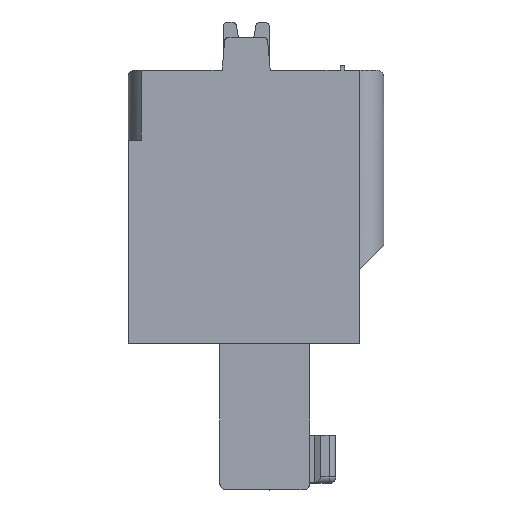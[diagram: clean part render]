
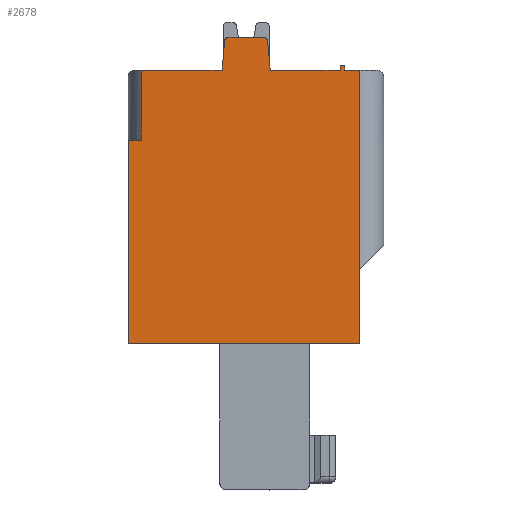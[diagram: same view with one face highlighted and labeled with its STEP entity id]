
A CAD part, left-side view. The second image highlights one B-rep face of the part: STEP entity #2678.
In plain terms, the highlighted planar face has unit normal (-1, 0, 0).
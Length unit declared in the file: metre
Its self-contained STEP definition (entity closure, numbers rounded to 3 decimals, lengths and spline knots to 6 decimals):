
#2678=ADVANCED_FACE('',(#5816),#5817,.F.);
#5816=FACE_OUTER_BOUND('',#9318,.T.);
#5817=PLANE('',#9319);
#9318=EDGE_LOOP('',(#17617,#17618,#17619,#17620,#17621,#17622,#17623,#17624,#17625,#17626,#17627,#17628,#17629,#17630,#17631,#17632));
#9319=AXIS2_PLACEMENT_3D('',#17633,#17634,#17635);
#17617=ORIENTED_EDGE('',*,*,#23064,.F.);
#17618=ORIENTED_EDGE('',*,*,#24102,.F.);
#17619=ORIENTED_EDGE('',*,*,#24103,.F.);
#17620=ORIENTED_EDGE('',*,*,#22141,.F.);
#17621=ORIENTED_EDGE('',*,*,#23990,.F.);
#17622=ORIENTED_EDGE('',*,*,#23464,.F.);
#17623=ORIENTED_EDGE('',*,*,#24104,.F.);
#17624=ORIENTED_EDGE('',*,*,#21998,.T.);
#17625=ORIENTED_EDGE('',*,*,#23734,.F.);
#17626=ORIENTED_EDGE('',*,*,#23322,.T.);
#17627=ORIENTED_EDGE('',*,*,#20835,.F.);
#17628=ORIENTED_EDGE('',*,*,#23462,.F.);
#17629=ORIENTED_EDGE('',*,*,#22279,.F.);
#17630=ORIENTED_EDGE('',*,*,#22362,.F.);
#17631=ORIENTED_EDGE('',*,*,#23718,.F.);
#17632=ORIENTED_EDGE('',*,*,#21084,.F.);
#17633=CARTESIAN_POINT('',(0.31567,0.034769,-0.078355));
#17634=DIRECTION('',(1.0,0.0,0.0));
#17635=DIRECTION('',(0.0,1.0,0.0));
#20835=EDGE_CURVE('',#24951,#24952,#24953,.T.);
#21084=EDGE_CURVE('',#25407,#25402,#25409,.T.);
#21998=EDGE_CURVE('',#26961,#26962,#26963,.T.);
#22141=EDGE_CURVE('',#27193,#27188,#27195,.T.);
#22279=EDGE_CURVE('',#27421,#27423,#27424,.T.);
#22362=EDGE_CURVE('',#27549,#27421,#27551,.T.);
#23064=EDGE_CURVE('',#28603,#25407,#28605,.T.);
#23322=EDGE_CURVE('',#28956,#24952,#28957,.T.);
#23462=EDGE_CURVE('',#27423,#24951,#29151,.T.);
#23464=EDGE_CURVE('',#29152,#29136,#29154,.T.);
#23718=EDGE_CURVE('',#25402,#27549,#29489,.T.);
#23734=EDGE_CURVE('',#28956,#26962,#29509,.T.);
#23990=EDGE_CURVE('',#29136,#27193,#29830,.T.);
#24102=EDGE_CURVE('',#29968,#28603,#29969,.T.);
#24103=EDGE_CURVE('',#27188,#29968,#29970,.T.);
#24104=EDGE_CURVE('',#26961,#29152,#29971,.T.);
#24951=VERTEX_POINT('',#31027);
#24952=VERTEX_POINT('',#31028);
#24953=LINE('',#31029,#31030);
#25402=VERTEX_POINT('',#31705);
#25407=VERTEX_POINT('',#31712);
#25409=LINE('',#31715,#31716);
#26961=VERTEX_POINT('',#34207);
#26962=VERTEX_POINT('',#34208);
#26963=CIRCLE('',#34209,0.0002);
#27188=VERTEX_POINT('',#34627);
#27193=VERTEX_POINT('',#34634);
#27195=LINE('',#34637,#34638);
#27421=VERTEX_POINT('',#35025);
#27423=VERTEX_POINT('',#35028);
#27424=LINE('',#35029,#35030);
#27549=VERTEX_POINT('',#35216);
#27551=LINE('',#35219,#35220);
#28603=VERTEX_POINT('',#36872);
#28605=LINE('',#36875,#36876);
#28956=VERTEX_POINT('',#37409);
#28957=CIRCLE('',#37410,0.0002);
#29136=VERTEX_POINT('',#37689);
#29151=LINE('',#37712,#37713);
#29152=VERTEX_POINT('',#37714);
#29154=LINE('',#37717,#37718);
#29489=LINE('',#38237,#38238);
#29509=LINE('',#38287,#38288);
#29830=LINE('',#38825,#38826);
#29968=VERTEX_POINT('',#39063);
#29969=LINE('',#39064,#39065);
#29970=LINE('',#39066,#39067);
#29971=LINE('',#39068,#39069);
#31027=CARTESIAN_POINT('',(0.31567,0.035083,-0.079655));
#31028=CARTESIAN_POINT('',(0.31567,0.034968,-0.078338));
#31029=CARTESIAN_POINT('',(0.31567,0.035083,-0.079655));
#31030=VECTOR('',#40217,1.0);
#31705=CARTESIAN_POINT('',(0.31567,0.039383,-0.092155));
#31712=CARTESIAN_POINT('',(0.31567,0.028783,-0.092155));
#31715=CARTESIAN_POINT('',(0.31567,0.039383,-0.092155));
#31716=VECTOR('',#40500,1.0);
#34207=CARTESIAN_POINT('',(0.31567,0.032999,-0.078338));
#34208=CARTESIAN_POINT('',(0.31567,0.033198,-0.078155));
#34209=AXIS2_PLACEMENT_3D('',#41504,#41505,#41506);
#34627=CARTESIAN_POINT('',(0.31567,0.029483,-0.079455));
#34634=CARTESIAN_POINT('',(0.31567,0.029683,-0.079455));
#34637=CARTESIAN_POINT('',(0.31567,0.029483,-0.079455));
#34638=VECTOR('',#41654,1.0);
#35025=CARTESIAN_POINT('',(0.31567,0.038783,-0.082855));
#35028=CARTESIAN_POINT('',(0.31567,0.038783,-0.079655));
#35029=CARTESIAN_POINT('',(0.31567,0.038783,-0.079655));
#35030=VECTOR('',#41787,1.0);
#35216=CARTESIAN_POINT('',(0.31567,0.039383,-0.082855));
#35219=CARTESIAN_POINT('',(0.31567,0.038783,-0.082855));
#35220=VECTOR('',#41868,1.0);
#36872=CARTESIAN_POINT('',(0.31567,0.028783,-0.079655));
#36875=CARTESIAN_POINT('',(0.31567,0.028783,-0.092155));
#36876=VECTOR('',#42547,1.0);
#37409=CARTESIAN_POINT('',(0.31567,0.034769,-0.078155));
#37410=AXIS2_PLACEMENT_3D('',#42808,#42809,#42810);
#37689=CARTESIAN_POINT('',(0.31567,0.029683,-0.079655));
#37712=CARTESIAN_POINT('',(0.31567,0.035083,-0.079655));
#37713=VECTOR('',#42948,1.0);
#37714=CARTESIAN_POINT('',(0.31567,0.032883,-0.079655));
#37717=CARTESIAN_POINT('',(0.31567,0.035083,-0.079655));
#37718=VECTOR('',#42950,1.0);
#38237=CARTESIAN_POINT('',(0.31567,0.039383,-0.082855));
#38238=VECTOR('',#43186,1.0);
#38287=CARTESIAN_POINT('',(0.31567,0.035083,-0.078155));
#38288=VECTOR('',#43197,1.0);
#38825=CARTESIAN_POINT('',(0.31567,0.029683,-0.079455));
#38826=VECTOR('',#43431,1.0);
#39063=CARTESIAN_POINT('',(0.31567,0.029483,-0.079655));
#39064=CARTESIAN_POINT('',(0.31567,0.035083,-0.079655));
#39065=VECTOR('',#43524,1.0);
#39066=CARTESIAN_POINT('',(0.31567,0.029483,-0.079655));
#39067=VECTOR('',#43525,1.0);
#39068=CARTESIAN_POINT('',(0.31567,0.033102,-0.077155));
#39069=VECTOR('',#43526,1.0);
#40217=DIRECTION('',(0.,-0.087,0.996));
#40500=DIRECTION('',(0.0,1.0,0.0));
#41504=CARTESIAN_POINT('',(0.31567,0.033198,-0.078355));
#41505=DIRECTION('',(-1.0,0.,-0.0));
#41506=DIRECTION('',(0.0,0.0,-1.0));
#41654=DIRECTION('',(0.0,-1.0,0.0));
#41787=DIRECTION('',(0.0,0.0,1.0));
#41868=DIRECTION('',(0.0,-1.0,0.));
#42547=DIRECTION('',(0.0,0.0,-1.0));
#42808=CARTESIAN_POINT('',(0.31567,0.034769,-0.078355));
#42809=DIRECTION('',(-1.0,0.,-0.0));
#42810=DIRECTION('',(0.0,0.0,-1.0));
#42948=DIRECTION('',(0.0,-1.0,0.0));
#42950=DIRECTION('',(0.0,-1.0,0.0));
#43186=DIRECTION('',(0.0,0.0,1.0));
#43197=DIRECTION('',(0.,-1.0,0.));
#43431=DIRECTION('',(0.0,0.0,1.0));
#43524=DIRECTION('',(0.0,-1.0,0.0));
#43525=DIRECTION('',(0.0,0.0,-1.0));
#43526=DIRECTION('',(0.,-0.087,-0.996));
